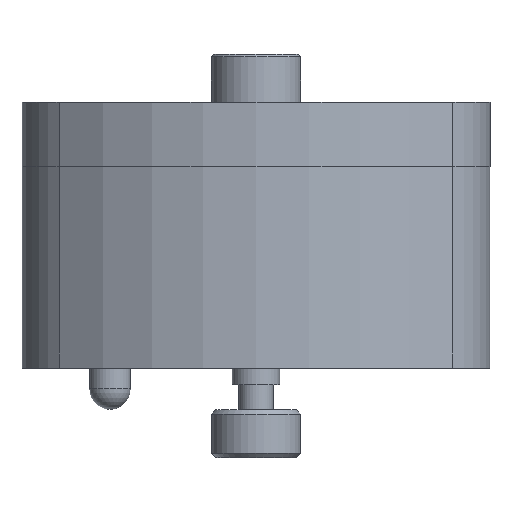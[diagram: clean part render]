
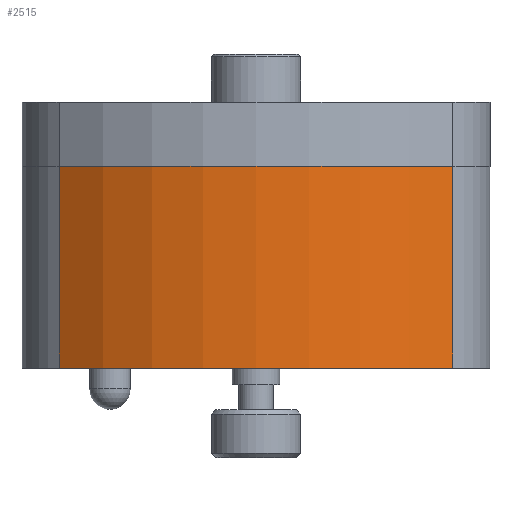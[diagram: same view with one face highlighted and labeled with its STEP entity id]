
A CAD part, left-side view. The second image highlights one B-rep face of the part: STEP entity #2515.
In plain terms, the highlighted cylindrical face has radius 12.099 mm (diameter 24.198 mm), a partial arc.
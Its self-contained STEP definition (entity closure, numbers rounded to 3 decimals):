
#325=FACE_OUTER_BOUND('',#620,.T.);
#620=EDGE_LOOP('',(#2041,#2042,#2043,#2044));
#757=LINE('',#4150,#873);
#762=LINE('',#4188,#878);
#873=VECTOR('',#3354,7.747);
#878=VECTOR('',#3421,7.747);
#1026=CIRCLE('',#2708,12.099);
#1041=CIRCLE('',#2724,12.099);
#1224=VERTEX_POINT('',#3949);
#1230=VERTEX_POINT('',#3961);
#1252=VERTEX_POINT('',#4006);
#1253=VERTEX_POINT('',#4008);
#1488=EDGE_CURVE('',#1224,#1230,#1026,.T.);
#1510=EDGE_CURVE('',#1252,#1253,#1041,.T.);
#1581=EDGE_CURVE('',#1252,#1224,#757,.T.);
#1588=EDGE_CURVE('',#1253,#1230,#762,.T.);
#2041=ORIENTED_EDGE('',*,*,#1488,.T.);
#2042=ORIENTED_EDGE('',*,*,#1588,.F.);
#2043=ORIENTED_EDGE('',*,*,#1510,.F.);
#2044=ORIENTED_EDGE('',*,*,#1581,.T.);
#2410=CYLINDRICAL_SURFACE('',#2822,12.099);
#2515=ADVANCED_FACE('',(#325),#2410,.T.);
#2708=AXIS2_PLACEMENT_3D('',#3963,#3174,#3175);
#2724=AXIS2_PLACEMENT_3D('',#4009,#3213,#3214);
#2822=AXIS2_PLACEMENT_3D('',#4189,#3422,#3423);
#3174=DIRECTION('center_axis',(0.,0.,
1.));
#3175=DIRECTION('ref_axis',(1.,0.,0.));
#3213=DIRECTION('center_axis',(0.,0.,
1.));
#3214=DIRECTION('ref_axis',(1.,0.,0.));
#3354=DIRECTION('',(0.,0.,-1.));
#3421=DIRECTION('',(0.,0.,-1.));
#3422=DIRECTION('center_axis',(0.,0.,
1.));
#3423=DIRECTION('ref_axis',(0.,1.,0.));
#3949=CARTESIAN_POINT('',(-7.949,7.563,0.));
#3961=CARTESIAN_POINT('',(-7.949,-7.563,0.));
#3963=CARTESIAN_POINT('Origin',(1.495,0.,0.));
#4006=CARTESIAN_POINT('',(-7.949,7.563,7.747));
#4008=CARTESIAN_POINT('',(-7.949,-7.563,7.747));
#4009=CARTESIAN_POINT('Origin',(1.495,0.,7.747));
#4150=CARTESIAN_POINT('',(-7.949,7.563,7.747));
#4188=CARTESIAN_POINT('',(-7.949,-7.563,7.747));
#4189=CARTESIAN_POINT('Origin',(1.495,0.,7.747));
